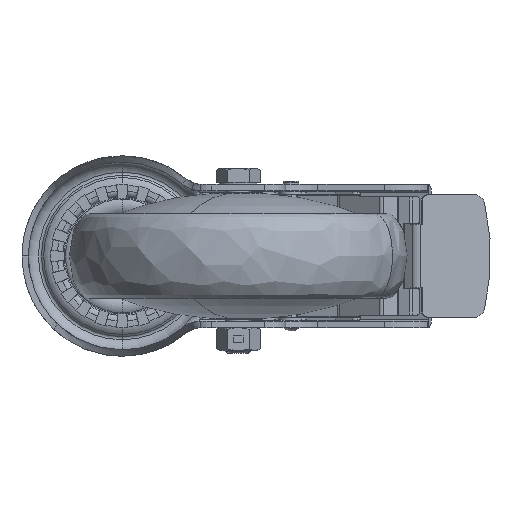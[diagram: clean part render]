
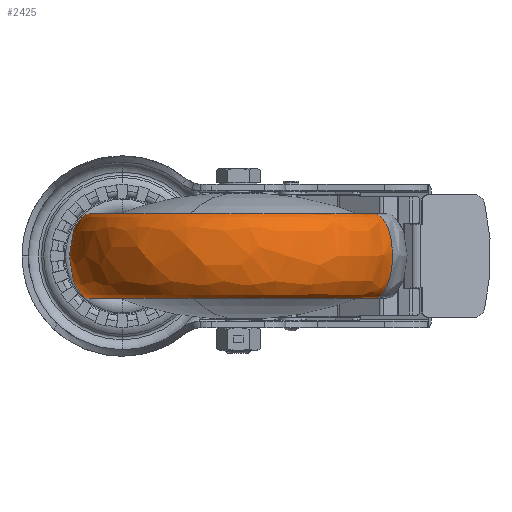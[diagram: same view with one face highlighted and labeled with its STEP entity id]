
A CAD part, front view. The second image highlights one B-rep face of the part: STEP entity #2425.
In plain terms, the highlighted free-form (B-spline) face has degree [3, 3] with [4, 4] control points.
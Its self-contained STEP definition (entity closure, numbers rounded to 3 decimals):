
#548 = CARTESIAN_POINT ( 'NONE',  ( 55., -111., -20. ) ) ;
#725 =( BOUNDED_CURVE ( )  B_SPLINE_CURVE ( 3, ( #919, #12581, #21138, #30266 ),
 .UNSPECIFIED., .F., .F. ) 
 B_SPLINE_CURVE_WITH_KNOTS ( ( 4, 4 ),
 ( 0., 1. ),
 .UNSPECIFIED. ) 
 CURVE ( )  GEOMETRIC_REPRESENTATION_ITEM ( )  RATIONAL_B_SPLINE_CURVE ( ( 1., 0.333, 0.333, 1. ) ) 
 REPRESENTATION_ITEM ( '' )  );
#919 = CARTESIAN_POINT ( 'NONE',  ( 119.398, -139.689, 20. ) ) ;
#938 = DIRECTION ( 'NONE',  ( 0., 0., 1. ) ) ;
#1750 = ORIENTED_EDGE ( 'NONE', *, *, #3247, .F. ) ;
#2060 = CIRCLE ( 'NONE', #11990, 70.5 ) ;
#2425 = ADVANCED_FACE ( 'NONE', ( #31357 ), #30455, .T. ) ;
#2839 = CIRCLE ( 'NONE', #7144, 70.5 ) ;
#3247 = EDGE_CURVE ( 'NONE', #24378, #19878, #2839, .T. ) ;
#3557 = CARTESIAN_POINT ( 'NONE',  ( -9.398, -82.311, 20. ) ) ;
#4559 = CARTESIAN_POINT ( 'NONE',  ( -66.777, -211.108, 20. ) ) ;
#4955 = CARTESIAN_POINT ( 'NONE',  ( -9.398, -82.311, -20. ) ) ;
#5397 = EDGE_LOOP ( 'NONE', ( #5915, #1750, #15220, #19078 ) ) ;
#5915 = ORIENTED_EDGE ( 'NONE', *, *, #35333, .F. ) ;
#7144 = AXIS2_PLACEMENT_3D ( 'NONE', #20449, #28251, #32302 ) ;
#7263 = CARTESIAN_POINT ( 'NONE',  ( 63.911, -310.93, 20. ) ) ;
#8039 = CARTESIAN_POINT ( 'NONE',  ( -99.597, -238.087, 20. ) ) ;
#11990 = AXIS2_PLACEMENT_3D ( 'NONE', #548, #938, #25010 ) ;
#12581 = CARTESIAN_POINT ( 'NONE',  ( 136.754, -147.421, 20. ) ) ;
#13692 = CARTESIAN_POINT ( 'NONE',  ( -26.754, -74.579, 20. ) ) ;
#14102 =( BOUNDED_CURVE ( )  B_SPLINE_CURVE ( 3, ( #3557, #15577, #27280, #18307 ),
 .UNSPECIFIED., .F., .F. ) 
 B_SPLINE_CURVE_WITH_KNOTS ( ( 4, 4 ),
 ( 0., 1. ),
 .UNSPECIFIED. ) 
 CURVE ( )  GEOMETRIC_REPRESENTATION_ITEM ( )  RATIONAL_B_SPLINE_CURVE ( ( 1., 0.333, 0.333, 1. ) ) 
 REPRESENTATION_ITEM ( '' )  );
#14442 = CARTESIAN_POINT ( 'NONE',  ( -9.398, -82.311, 20. ) ) ;
#15220 = ORIENTED_EDGE ( 'NONE', *, *, #32903, .T. ) ;
#15577 = CARTESIAN_POINT ( 'NONE',  ( -26.754, -74.579, 20. ) ) ;
#16182 = CARTESIAN_POINT ( 'NONE',  ( -9.398, -82.311, 20. ) ) ;
#16368 = CARTESIAN_POINT ( 'NONE',  ( 119.398, -139.689, 20. ) ) ;
#16779 = CARTESIAN_POINT ( 'NONE',  ( -66.777, -211.108, -20. ) ) ;
#16965 = CARTESIAN_POINT ( 'NONE',  ( 136.754, -147.421, -20. ) ) ;
#18195 = EDGE_CURVE ( 'NONE', #31590, #38273, #2060, .T. ) ;
#18307 = CARTESIAN_POINT ( 'NONE',  ( -9.398, -82.311, -20. ) ) ;
#19078 = ORIENTED_EDGE ( 'NONE', *, *, #18195, .T. ) ;
#19710 = CARTESIAN_POINT ( 'NONE',  ( -26.754, -74.579, -20. ) ) ;
#19878 = VERTEX_POINT ( 'NONE', #28586 ) ;
#19899 = CARTESIAN_POINT ( 'NONE',  ( 136.754, -147.421, 20. ) ) ;
#20398 = CARTESIAN_POINT ( 'NONE',  ( 119.398, -139.689, -20. ) ) ;
#20449 = CARTESIAN_POINT ( 'NONE',  ( 55., -111., 20. ) ) ;
#21138 = CARTESIAN_POINT ( 'NONE',  ( 136.754, -147.421, -20. ) ) ;
#24378 = VERTEX_POINT ( 'NONE', #14442 ) ;
#25010 = DIRECTION ( 'NONE',  ( 0.407, 0.913, 0. ) ) ;
#25550 = CARTESIAN_POINT ( 'NONE',  ( -99.597, -238.087, -20. ) ) ;
#25947 = CARTESIAN_POINT ( 'NONE',  ( 62.02, -268.486, -20. ) ) ;
#27280 = CARTESIAN_POINT ( 'NONE',  ( -26.754, -74.579, -20. ) ) ;
#27686 = CARTESIAN_POINT ( 'NONE',  ( -9.398, -82.311, -20. ) ) ;
#28057 = CARTESIAN_POINT ( 'NONE',  ( 62.02, -268.486, 20. ) ) ;
#28251 = DIRECTION ( 'NONE',  ( 0., 0., 1. ) ) ;
#28586 = CARTESIAN_POINT ( 'NONE',  ( 119.398, -139.689, 20. ) ) ;
#28854 = CARTESIAN_POINT ( 'NONE',  ( 119.398, -139.689, -20. ) ) ;
#30266 = CARTESIAN_POINT ( 'NONE',  ( 119.398, -139.689, -20. ) ) ;
#30455 =( BOUNDED_SURFACE ( )  B_SPLINE_SURFACE ( 3, 3, ( 
 ( #16182, #4559, #28057, #16368 ),
 ( #13692, #8039, #7263, #19899 ),
 ( #19710, #25550, #31559, #16965 ),
 ( #4955, #16779, #25947, #28854 ) ),
 .UNSPECIFIED., .F., .F., .F. ) 
 B_SPLINE_SURFACE_WITH_KNOTS ( ( 4, 4 ),
 ( 4, 4 ),
 ( 0., 1. ),
 ( 0., 1. ),
 .UNSPECIFIED. ) 
 GEOMETRIC_REPRESENTATION_ITEM ( )  RATIONAL_B_SPLINE_SURFACE ( (
 ( 1., 0.333, 0.333, 1.),
 ( 0.333, 0.111, 0.111, 0.333),
 ( 0.333, 0.111, 0.111, 0.333),
 ( 1., 0.333, 0.333, 1.) ) ) 
 REPRESENTATION_ITEM ( '' )  SURFACE ( )  );
#31357 = FACE_OUTER_BOUND ( 'NONE', #5397, .T. ) ;
#31559 = CARTESIAN_POINT ( 'NONE',  ( 63.911, -310.93, -20. ) ) ;
#31590 = VERTEX_POINT ( 'NONE', #27686 ) ;
#32302 = DIRECTION ( 'NONE',  ( 0.407, 0.913, 0. ) ) ;
#32903 = EDGE_CURVE ( 'NONE', #24378, #31590, #14102, .T. ) ;
#35333 = EDGE_CURVE ( 'NONE', #19878, #38273, #725, .T. ) ;
#38273 = VERTEX_POINT ( 'NONE', #20398 ) ;
